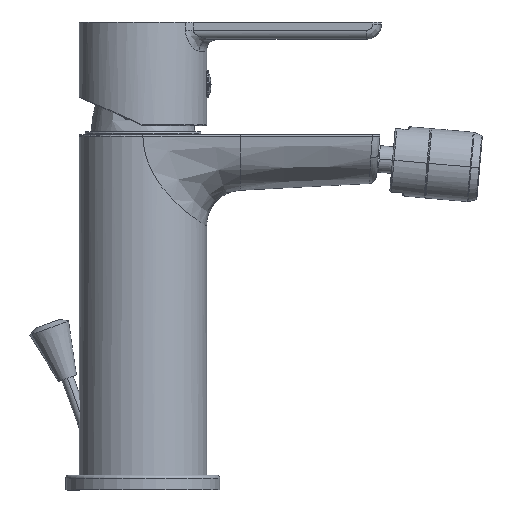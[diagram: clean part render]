
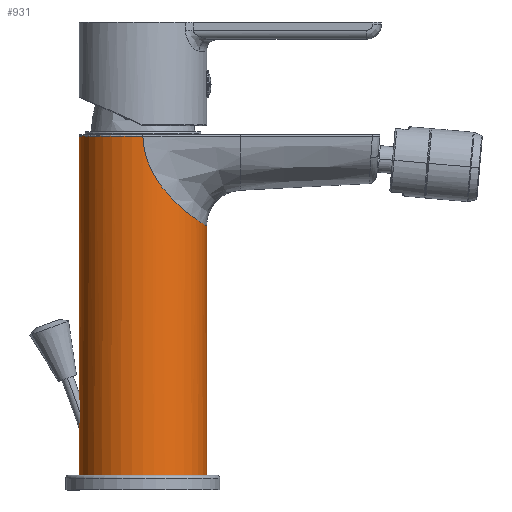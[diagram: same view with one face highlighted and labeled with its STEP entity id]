
A CAD part, front view. The second image highlights one B-rep face of the part: STEP entity #931.
In plain terms, the highlighted cylindrical face has radius 21.5 mm (diameter 43 mm), a partial arc.
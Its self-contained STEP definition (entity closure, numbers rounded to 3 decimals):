
#756=CARTESIAN_POINT('Vertex',(21.5,-74.654,43.646)) ;
#809=CARTESIAN_POINT('Axis2P3D Location',(0.,-74.654,74.438)) ;
#815=CARTESIAN_POINT('Control Point',(0.,-96.154,73.938)) ;
#816=CARTESIAN_POINT('Control Point',(-6.754,-96.154,73.938)) ;
#817=CARTESIAN_POINT('Control Point',(-13.515,-93.509,73.938)) ;
#818=CARTESIAN_POINT('Control Point',(-18.855,-88.169,73.938)) ;
#819=CARTESIAN_POINT('Control Point',(-21.5,-81.408,73.938)) ;
#820=CARTESIAN_POINT('Control Point',(-21.5,-74.654,73.938)) ;
#821=CARTESIAN_POINT('Vertex',(0.,-96.154,73.938)) ;
#823=CARTESIAN_POINT('Vertex',(-21.5,-74.654,73.938)) ;
#826=CARTESIAN_POINT('Line Origine',(-21.5,-74.654,74.438)) ;
#830=CARTESIAN_POINT('Vertex',(-21.5,-74.654,-40.562)) ;
#833=CARTESIAN_POINT('Axis2P3D Location',(0.,-74.654,-40.562)) ;
#837=CARTESIAN_POINT('Vertex',(0.,-96.154,-40.562)) ;
#840=CARTESIAN_POINT('Axis2P3D Location',(0.,-74.654,-40.562)) ;
#844=CARTESIAN_POINT('Vertex',(21.5,-74.654,-40.562)) ;
#847=CARTESIAN_POINT('Line Origine',(21.5,-74.654,74.438)) ;
#853=CARTESIAN_POINT('Control Point',(21.5,-74.654,43.646)) ;
#854=CARTESIAN_POINT('Control Point',(21.5,-76.788,43.646)) ;
#855=CARTESIAN_POINT('Control Point',(21.178,-78.889,43.818)) ;
#856=CARTESIAN_POINT('Control Point',(20.586,-80.855,44.172)) ;
#857=CARTESIAN_POINT('Vertex',(20.587,-80.855,44.172)) ;
#861=CARTESIAN_POINT('Control Point',(20.586,-80.855,44.172)) ;
#862=CARTESIAN_POINT('Control Point',(20.145,-82.321,44.437)) ;
#863=CARTESIAN_POINT('Control Point',(19.564,-83.743,44.8)) ;
#864=CARTESIAN_POINT('Control Point',(18.858,-85.082,45.253)) ;
#865=CARTESIAN_POINT('Control Point',(18.066,-86.31,45.798)) ;
#866=CARTESIAN_POINT('Vertex',(18.067,-86.312,45.797)) ;
#870=CARTESIAN_POINT('Control Point',(18.066,-86.311,45.798)) ;
#871=CARTESIAN_POINT('Control Point',(16.481,-88.767,46.888)) ;
#872=CARTESIAN_POINT('Control Point',(14.529,-90.815,48.359)) ;
#873=CARTESIAN_POINT('Control Point',(12.402,-92.373,50.146)) ;
#874=CARTESIAN_POINT('Control Point',(10.344,-93.502,52.218)) ;
#875=CARTESIAN_POINT('Vertex',(10.344,-93.505,52.217)) ;
#879=CARTESIAN_POINT('Control Point',(10.344,-93.502,52.219)) ;
#880=CARTESIAN_POINT('Control Point',(8.976,-94.253,53.597)) ;
#881=CARTESIAN_POINT('Control Point',(7.645,-94.79,55.101)) ;
#882=CARTESIAN_POINT('Control Point',(6.419,-95.173,56.725)) ;
#883=CARTESIAN_POINT('Vertex',(6.42,-95.173,56.725)) ;
#887=CARTESIAN_POINT('Control Point',(6.419,-95.173,56.725)) ;
#888=CARTESIAN_POINT('Control Point',(5.19,-95.558,58.353)) ;
#889=CARTESIAN_POINT('Control Point',(4.056,-95.789,60.123)) ;
#890=CARTESIAN_POINT('Control Point',(3.115,-95.927,61.964)) ;
#891=CARTESIAN_POINT('Vertex',(3.114,-95.927,61.963)) ;
#895=CARTESIAN_POINT('Control Point',(3.115,-95.927,61.964)) ;
#896=CARTESIAN_POINT('Control Point',(2.643,-95.996,62.889)) ;
#897=CARTESIAN_POINT('Control Point',(2.203,-96.044,63.863)) ;
#898=CARTESIAN_POINT('Control Point',(1.826,-96.076,64.84)) ;
#899=CARTESIAN_POINT('Vertex',(1.826,-96.077,64.84)) ;
#903=CARTESIAN_POINT('Control Point',(1.826,-96.076,64.84)) ;
#904=CARTESIAN_POINT('Control Point',(1.451,-96.108,65.807)) ;
#905=CARTESIAN_POINT('Control Point',(1.131,-96.126,66.791)) ;
#906=CARTESIAN_POINT('Control Point',(0.869,-96.136,67.786)) ;
#907=CARTESIAN_POINT('Vertex',(0.868,-96.136,67.786)) ;
#911=CARTESIAN_POINT('Control Point',(0.869,-96.136,67.786)) ;
#912=CARTESIAN_POINT('Control Point',(0.343,-96.157,69.781)) ;
#913=CARTESIAN_POINT('Control Point',(0.045,-96.154,71.864)) ;
#914=CARTESIAN_POINT('Control Point',(0.005,-96.154,73.938)) ;
#828=VECTOR('Line Direction',#827,1.) ;
#849=VECTOR('Line Direction',#848,1.) ;
#810=DIRECTION('Axis2P3D Direction',(-0.,0.,1.)) ;
#811=DIRECTION('Axis2P3D XDirection',(-1.,0.,0.)) ;
#827=DIRECTION('Vector Direction',(0.,0.,1.)) ;
#834=DIRECTION('Axis2P3D Direction',(-0.,0.,1.)) ;
#841=DIRECTION('Axis2P3D Direction',(-0.,0.,1.)) ;
#848=DIRECTION('Vector Direction',(0.,0.,1.)) ;
#812=AXIS2_PLACEMENT_3D('Cylinder Axis2P3D',#809,#810,#811) ;
#835=AXIS2_PLACEMENT_3D('Circle Axis2P3D',#833,#834,$) ;
#842=AXIS2_PLACEMENT_3D('Circle Axis2P3D',#840,#841,$) ;
#829=LINE('Line',#826,#828) ;
#850=LINE('Line',#847,#849) ;
#836=CIRCLE('generated circle',#835,21.5) ;
#843=CIRCLE('generated circle',#842,21.5) ;
#813=CYLINDRICAL_SURFACE('generated cylinder',#812,21.5) ;
#825=EDGE_CURVE('',#822,#824,#814,.T.) ;
#832=EDGE_CURVE('',#824,#831,#829,.F.) ;
#839=EDGE_CURVE('',#831,#838,#836,.T.) ;
#846=EDGE_CURVE('',#838,#845,#843,.T.) ;
#851=EDGE_CURVE('',#845,#757,#850,.T.) ;
#859=EDGE_CURVE('',#757,#858,#852,.T.) ;
#868=EDGE_CURVE('',#858,#867,#860,.T.) ;
#877=EDGE_CURVE('',#867,#876,#869,.T.) ;
#885=EDGE_CURVE('',#876,#884,#878,.T.) ;
#893=EDGE_CURVE('',#884,#892,#886,.T.) ;
#901=EDGE_CURVE('',#892,#900,#894,.T.) ;
#909=EDGE_CURVE('',#900,#908,#902,.T.) ;
#915=EDGE_CURVE('',#908,#822,#910,.T.) ;
#917=ORIENTED_EDGE('',*,*,#825,.T.) ;
#918=ORIENTED_EDGE('',*,*,#832,.T.) ;
#919=ORIENTED_EDGE('',*,*,#839,.T.) ;
#920=ORIENTED_EDGE('',*,*,#846,.T.) ;
#921=ORIENTED_EDGE('',*,*,#851,.T.) ;
#922=ORIENTED_EDGE('',*,*,#859,.T.) ;
#923=ORIENTED_EDGE('',*,*,#868,.T.) ;
#924=ORIENTED_EDGE('',*,*,#877,.T.) ;
#925=ORIENTED_EDGE('',*,*,#885,.T.) ;
#926=ORIENTED_EDGE('',*,*,#893,.T.) ;
#927=ORIENTED_EDGE('',*,*,#901,.T.) ;
#928=ORIENTED_EDGE('',*,*,#909,.T.) ;
#929=ORIENTED_EDGE('',*,*,#915,.T.) ;
#916=EDGE_LOOP('',(#917,#918,#919,#920,#921,#922,#923,#924,#925,#926,#927,#928,#929)) ;
#757=VERTEX_POINT('',#756) ;
#822=VERTEX_POINT('',#821) ;
#824=VERTEX_POINT('',#823) ;
#831=VERTEX_POINT('',#830) ;
#838=VERTEX_POINT('',#837) ;
#845=VERTEX_POINT('',#844) ;
#858=VERTEX_POINT('',#857) ;
#867=VERTEX_POINT('',#866) ;
#876=VERTEX_POINT('',#875) ;
#884=VERTEX_POINT('',#883) ;
#892=VERTEX_POINT('',#891) ;
#900=VERTEX_POINT('',#899) ;
#908=VERTEX_POINT('',#907) ;
#931=ADVANCED_FACE('MANIFOLD_SOLID_BREP #233',(#930),#813,.T.) ;
#814=B_SPLINE_CURVE_WITH_KNOTS('',5,(#815,#816,#817,#818,#819,#820),.UNSPECIFIED.,.F.,.U.,(6,6),(0.,47.761),.UNSPECIFIED.) ;
#852=B_SPLINE_CURVE_WITH_KNOTS('',3,(#853,#854,#855,#856),.UNSPECIFIED.,.F.,.U.,(4,4),(0.,8.915),.UNSPECIFIED.) ;
#860=B_SPLINE_CURVE_WITH_KNOTS('',4,(#861,#862,#863,#864,#865),.UNSPECIFIED.,.F.,.U.,(5,5),(0.,8.868),.UNSPECIFIED.) ;
#869=B_SPLINE_CURVE_WITH_KNOTS('',4,(#870,#871,#872,#873,#874),.UNSPECIFIED.,.F.,.U.,(5,5),(0.,17.732),.UNSPECIFIED.) ;
#878=B_SPLINE_CURVE_WITH_KNOTS('',3,(#879,#880,#881,#882),.UNSPECIFIED.,.F.,.U.,(4,4),(0.001,8.843),.UNSPECIFIED.) ;
#886=B_SPLINE_CURVE_WITH_KNOTS('',3,(#887,#888,#889,#890),.UNSPECIFIED.,.F.,.U.,(4,4),(0.,8.867),.UNSPECIFIED.) ;
#894=B_SPLINE_CURVE_WITH_KNOTS('',3,(#895,#896,#897,#898),.UNSPECIFIED.,.F.,.U.,(4,4),(0.,4.455),.UNSPECIFIED.) ;
#902=B_SPLINE_CURVE_WITH_KNOTS('',3,(#903,#904,#905,#906),.UNSPECIFIED.,.F.,.U.,(4,4),(0.,4.414),.UNSPECIFIED.) ;
#910=B_SPLINE_CURVE_WITH_KNOTS('',3,(#911,#912,#913,#914),.UNSPECIFIED.,.F.,.U.,(4,4),(0.,8.849),.UNSPECIFIED.) ;
#930=FACE_OUTER_BOUND('',#916,.T.) ;
